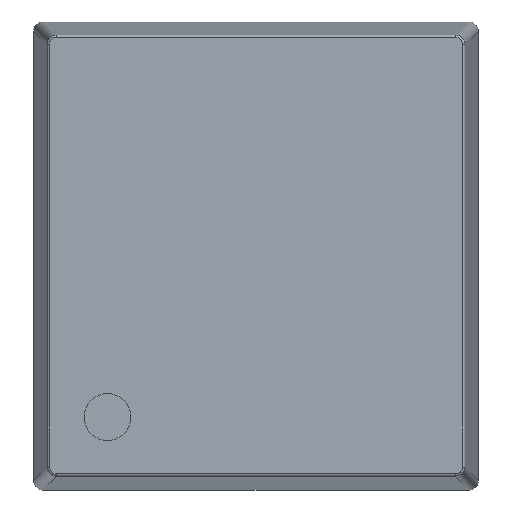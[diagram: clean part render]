
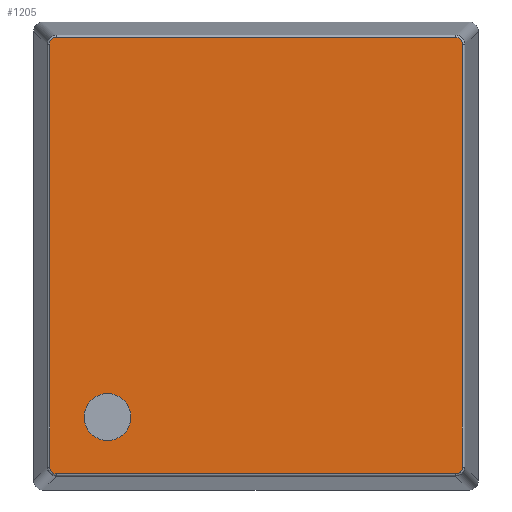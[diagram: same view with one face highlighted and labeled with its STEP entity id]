
A CAD part, top view. The second image highlights one B-rep face of the part: STEP entity #1205.
In plain terms, the highlighted planar face has unit normal (0, 0, 1).
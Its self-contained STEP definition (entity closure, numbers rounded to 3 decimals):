
#78=CIRCLE('',#1270,0.1);
#112=ELLIPSE('',#1266,0.029,0.029);
#113=ELLIPSE('',#1267,0.029,0.029);
#114=ELLIPSE('',#1268,0.029,0.029);
#115=ELLIPSE('',#1269,0.029,0.029);
#144=ORIENTED_EDGE('',*,*,#388,.T.);
#145=ORIENTED_EDGE('',*,*,#389,.T.);
#146=ORIENTED_EDGE('',*,*,#390,.T.);
#147=ORIENTED_EDGE('',*,*,#391,.T.);
#148=ORIENTED_EDGE('',*,*,#392,.T.);
#149=ORIENTED_EDGE('',*,*,#393,.T.);
#150=ORIENTED_EDGE('',*,*,#394,.T.);
#151=ORIENTED_EDGE('',*,*,#395,.T.);
#152=ORIENTED_EDGE('',*,*,#396,.T.);
#388=EDGE_CURVE('',#510,#511,#112,.F.);
#389=EDGE_CURVE('',#511,#512,#584,.F.);
#390=EDGE_CURVE('',#512,#513,#113,.F.);
#391=EDGE_CURVE('',#513,#514,#585,.F.);
#392=EDGE_CURVE('',#514,#515,#114,.F.);
#393=EDGE_CURVE('',#515,#516,#586,.F.);
#394=EDGE_CURVE('',#516,#517,#115,.F.);
#395=EDGE_CURVE('',#517,#510,#587,.F.);
#396=EDGE_CURVE('',#518,#518,#78,.T.);
#510=VERTEX_POINT('',#1625);
#511=VERTEX_POINT('',#1626);
#512=VERTEX_POINT('',#1628);
#513=VERTEX_POINT('',#1630);
#514=VERTEX_POINT('',#1632);
#515=VERTEX_POINT('',#1634);
#516=VERTEX_POINT('',#1636);
#517=VERTEX_POINT('',#1638);
#518=VERTEX_POINT('',#1641);
#584=LINE('',#1627,#640);
#585=LINE('',#1631,#641);
#586=LINE('',#1635,#642);
#587=LINE('',#1639,#643);
#640=VECTOR('',#1380,1000.);
#641=VECTOR('',#1383,1000.);
#642=VECTOR('',#1386,1000.);
#643=VECTOR('',#1389,1000.);
#684=EDGE_LOOP('',(#144,#145,#146,#147,#148,#149,#150,#151));
#685=EDGE_LOOP('',(#152));
#744=FACE_BOUND('',#684,.T.);
#745=FACE_BOUND('',#685,.T.);
#804=PLANE('',#1265);
#1205=ADVANCED_FACE('',(#744,#745),#804,.F.);
#1265=AXIS2_PLACEMENT_3D('',#1623,#1376,#1377);
#1266=AXIS2_PLACEMENT_3D('',#1624,#1378,#1379);
#1267=AXIS2_PLACEMENT_3D('',#1629,#1381,#1382);
#1268=AXIS2_PLACEMENT_3D('',#1633,#1384,#1385);
#1269=AXIS2_PLACEMENT_3D('',#1637,#1387,#1388);
#1270=AXIS2_PLACEMENT_3D('',#1640,#1390,#1391);
#1376=DIRECTION('',(0.,0.,-1.));
#1377=DIRECTION('',(-1.,0.,0.));
#1378=DIRECTION('',(0.,0.,-1.));
#1379=DIRECTION('',(-0.707,-0.707,0.));
#1380=DIRECTION('',(1.,0.,0.));
#1381=DIRECTION('',(0.,0.,-1.));
#1382=DIRECTION('',(0.707,-0.707,0.));
#1383=DIRECTION('',(0.,1.,0.));
#1384=DIRECTION('',(0.,0.,-1.));
#1385=DIRECTION('',(0.707,0.707,0.));
#1386=DIRECTION('',(-1.,0.,0.));
#1387=DIRECTION('',(0.,0.,-1.));
#1388=DIRECTION('',(-0.707,0.707,0.));
#1389=DIRECTION('',(0.,-1.,0.));
#1390=DIRECTION('',(0.,0.,-1.));
#1391=DIRECTION('',(1.,0.,0.));
#1623=CARTESIAN_POINT('',(0.445,-0.47,1.));
#1624=CARTESIAN_POINT('',(0.852,0.902,1.));
#1625=CARTESIAN_POINT('',(0.881,0.902,1.));
#1626=CARTESIAN_POINT('',(0.852,0.931,1.));
#1627=CARTESIAN_POINT('',(-0.852,0.931,1.));
#1628=CARTESIAN_POINT('',(-0.852,0.931,1.));
#1629=CARTESIAN_POINT('',(-0.852,0.902,1.));
#1630=CARTESIAN_POINT('',(-0.881,0.902,1.));
#1631=CARTESIAN_POINT('',(-0.881,-0.902,1.));
#1632=CARTESIAN_POINT('',(-0.881,-0.902,1.));
#1633=CARTESIAN_POINT('',(-0.852,-0.902,1.));
#1634=CARTESIAN_POINT('',(-0.852,-0.931,1.));
#1635=CARTESIAN_POINT('',(0.852,-0.931,1.));
#1636=CARTESIAN_POINT('',(0.852,-0.931,1.));
#1637=CARTESIAN_POINT('',(0.852,-0.902,1.));
#1638=CARTESIAN_POINT('',(0.881,-0.902,1.));
#1639=CARTESIAN_POINT('',(0.881,0.902,1.));
#1640=CARTESIAN_POINT('',(-0.633,-0.689,1.));
#1641=CARTESIAN_POINT('',(-0.533,-0.689,1.));
